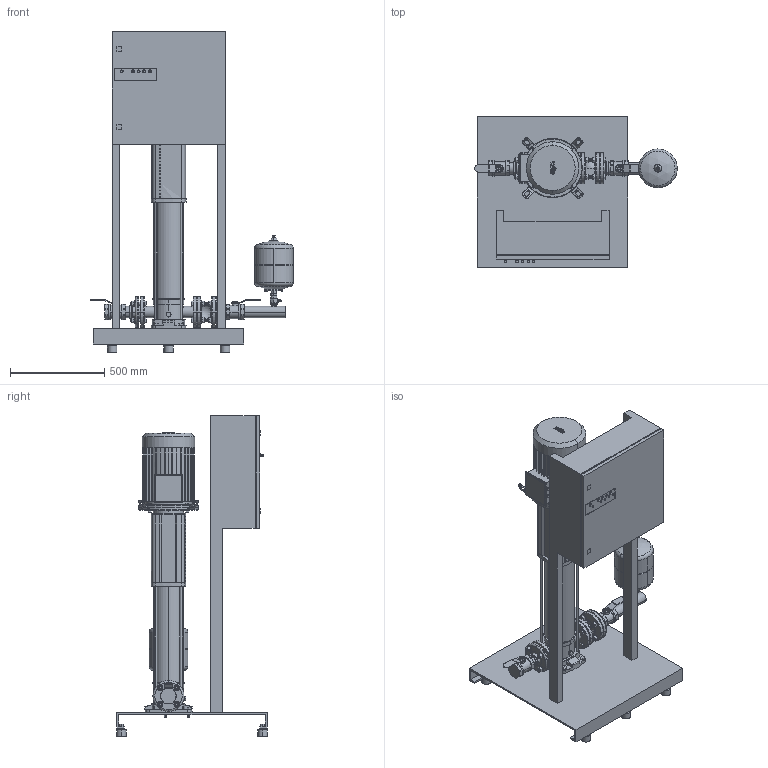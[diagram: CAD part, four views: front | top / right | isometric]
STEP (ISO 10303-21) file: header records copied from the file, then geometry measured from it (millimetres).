
FILE_DESCRIPTION((''),'2;1');
FILE_NAME('3d_FLA-1HELIXV1612_K-01PN16-2534427.stp','2013-07-05T14:15:34',(''),(''),'Mechanical Desktop 2009','Mechanical Desktop 2009',', , ');
FILE_SCHEMA(('CONFIG_CONTROL_DESIGN'));
Length unit declared in the file: millimetre
Products named in the file (1): Product
Bounding box: 1076 x 800 x 1705 mm (x, y, z)
Volume: 145560554.5 mm3; surface area: 6690060.4 mm2
Topology: 64 solids, 64 shells, 1868 faces, 4604 edges, 3012 vertices
Faces by surface type: bspline 692, plane 628, cylinder 390, cone 96, torus 54, sphere 8
Entity records: 60275 total; most frequent: CARTESIAN_POINT 16685, ORIENTED_EDGE 9200, DIRECTION 8510, EDGE_CURVE 4600, VERTEX_POINT 3012, AXIS2_PLACEMENT_3D 2867, VECTOR 2776, LINE 2776
